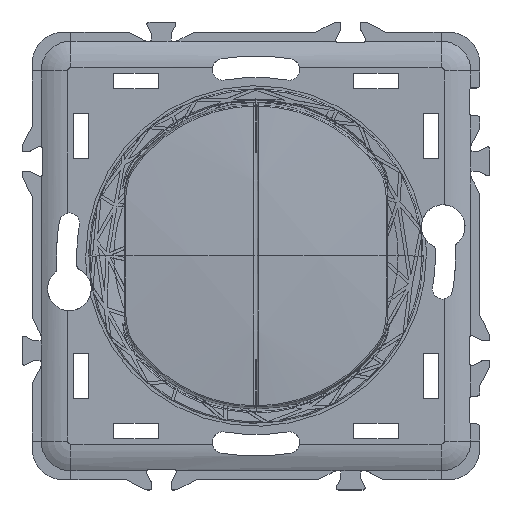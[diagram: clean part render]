
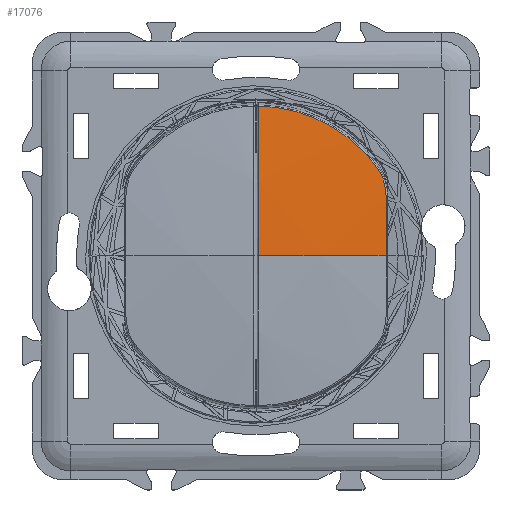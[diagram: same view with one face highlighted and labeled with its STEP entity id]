
A CAD part, top view. The second image highlights one B-rep face of the part: STEP entity #17076.
In plain terms, the highlighted free-form (B-spline) face has degree [5, 5] with [6, 9] control points.
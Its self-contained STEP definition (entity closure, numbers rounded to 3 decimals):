
#16409=CARTESIAN_POINT('Vertex',(0.378,0.,11.461)) ;
#16479=CARTESIAN_POINT('Vertex',(0.368,23.72,10.229)) ;
#16483=CARTESIAN_POINT('Control Point',(0.368,23.72,10.229)) ;
#16484=CARTESIAN_POINT('Control Point',(0.372,18.996,10.723)) ;
#16485=CARTESIAN_POINT('Control Point',(0.375,14.259,11.093)) ;
#16486=CARTESIAN_POINT('Control Point',(0.377,9.51,11.338)) ;
#16487=CARTESIAN_POINT('Control Point',(0.378,4.755,11.461)) ;
#16488=CARTESIAN_POINT('Control Point',(0.378,0.,11.461)) ;
#16941=CARTESIAN_POINT('Control Point',(0.378,0.,11.461)) ;
#16942=CARTESIAN_POINT('Control Point',(2.402,0.,11.457)) ;
#16943=CARTESIAN_POINT('Control Point',(4.425,0.,11.43)) ;
#16944=CARTESIAN_POINT('Control Point',(6.448,0.,11.379)) ;
#16945=CARTESIAN_POINT('Control Point',(10.128,0.,11.243)) ;
#16946=CARTESIAN_POINT('Control Point',(13.807,0.,11.03)) ;
#16947=CARTESIAN_POINT('Control Point',(15.463,0.,10.918)) ;
#16948=CARTESIAN_POINT('Control Point',(17.484,0.,10.762)) ;
#16949=CARTESIAN_POINT('Control Point',(19.503,0.,10.582)) ;
#16950=CARTESIAN_POINT('Control Point',(19.87,0.,10.549)) ;
#16951=CARTESIAN_POINT('Control Point',(20.236,0.,10.515)) ;
#16952=CARTESIAN_POINT('Control Point',(20.6,0.,10.48)) ;
#16953=CARTESIAN_POINT('Vertex',(20.6,0.,10.48)) ;
#16990=CARTESIAN_POINT('Control Point',(-20.8,23.985,9.196)) ;
#16991=CARTESIAN_POINT('Control Point',(-16.64,24.028,9.594)) ;
#16992=CARTESIAN_POINT('Control Point',(-12.48,24.06,9.892)) ;
#16993=CARTESIAN_POINT('Control Point',(-8.32,24.081,10.091)) ;
#16994=CARTESIAN_POINT('Control Point',(0.,24.102,10.29)) ;
#16995=CARTESIAN_POINT('Control Point',(8.32,24.081,10.091)) ;
#16996=CARTESIAN_POINT('Control Point',(12.48,24.06,9.892)) ;
#16997=CARTESIAN_POINT('Control Point',(16.64,24.028,9.594)) ;
#16998=CARTESIAN_POINT('Control Point',(20.8,23.985,9.196)) ;
#16999=CARTESIAN_POINT('Control Point',(-20.8,14.494,10.204)) ;
#17000=CARTESIAN_POINT('Control Point',(-16.64,14.52,10.604)) ;
#17001=CARTESIAN_POINT('Control Point',(-12.48,14.539,10.904)) ;
#17002=CARTESIAN_POINT('Control Point',(-8.32,14.552,11.103)) ;
#17003=CARTESIAN_POINT('Control Point',(0.,14.565,11.303)) ;
#17004=CARTESIAN_POINT('Control Point',(8.32,14.552,11.103)) ;
#17005=CARTESIAN_POINT('Control Point',(12.48,14.539,10.904)) ;
#17006=CARTESIAN_POINT('Control Point',(16.64,14.52,10.604)) ;
#17007=CARTESIAN_POINT('Control Point',(20.8,14.494,10.204)) ;
#17008=CARTESIAN_POINT('Control Point',(-20.8,4.95,10.708)) ;
#17009=CARTESIAN_POINT('Control Point',(-16.64,4.958,11.109)) ;
#17010=CARTESIAN_POINT('Control Point',(-12.48,4.965,11.409)) ;
#17011=CARTESIAN_POINT('Control Point',(-8.32,4.97,11.609)) ;
#17012=CARTESIAN_POINT('Control Point',(0.,4.974,11.809)) ;
#17013=CARTESIAN_POINT('Control Point',(8.32,4.97,11.609)) ;
#17014=CARTESIAN_POINT('Control Point',(12.48,4.965,11.409)) ;
#17015=CARTESIAN_POINT('Control Point',(16.64,4.958,11.109)) ;
#17016=CARTESIAN_POINT('Control Point',(20.8,4.95,10.708)) ;
#17017=CARTESIAN_POINT('Control Point',(-20.8,-4.656,10.711)) ;
#17018=CARTESIAN_POINT('Control Point',(-16.64,-4.663,11.111)) ;
#17019=CARTESIAN_POINT('Control Point',(-12.48,-4.669,11.412)) ;
#17020=CARTESIAN_POINT('Control Point',(-8.32,-4.673,11.612)) ;
#17021=CARTESIAN_POINT('Control Point',(0.,-4.676,11.812)) ;
#17022=CARTESIAN_POINT('Control Point',(8.32,-4.673,11.612)) ;
#17023=CARTESIAN_POINT('Control Point',(12.48,-4.669,11.412)) ;
#17024=CARTESIAN_POINT('Control Point',(16.64,-4.663,11.111)) ;
#17025=CARTESIAN_POINT('Control Point',(20.8,-4.656,10.711)) ;
#17026=CARTESIAN_POINT('Control Point',(-20.8,-14.201,10.221)) ;
#17027=CARTESIAN_POINT('Control Point',(-16.64,-14.225,10.62)) ;
#17028=CARTESIAN_POINT('Control Point',(-12.48,-14.243,10.92)) ;
#17029=CARTESIAN_POINT('Control Point',(-8.32,-14.255,11.12)) ;
#17030=CARTESIAN_POINT('Control Point',(0.,-14.268,11.32)) ;
#17031=CARTESIAN_POINT('Control Point',(8.32,-14.255,11.12)) ;
#17032=CARTESIAN_POINT('Control Point',(12.48,-14.243,10.92)) ;
#17033=CARTESIAN_POINT('Control Point',(16.64,-14.225,10.62)) ;
#17034=CARTESIAN_POINT('Control Point',(20.8,-14.201,10.221)) ;
#17035=CARTESIAN_POINT('Control Point',(-20.8,-23.694,9.234)) ;
#17036=CARTESIAN_POINT('Control Point',(-16.64,-23.735,9.631)) ;
#17037=CARTESIAN_POINT('Control Point',(-12.48,-23.766,9.93)) ;
#17038=CARTESIAN_POINT('Control Point',(-8.32,-23.786,10.129)) ;
#17039=CARTESIAN_POINT('Control Point',(0.,-23.807,10.328)) ;
#17040=CARTESIAN_POINT('Control Point',(8.32,-23.786,10.129)) ;
#17041=CARTESIAN_POINT('Control Point',(12.48,-23.766,9.93)) ;
#17042=CARTESIAN_POINT('Control Point',(16.64,-23.735,9.631)) ;
#17043=CARTESIAN_POINT('Control Point',(20.8,-23.694,9.234)) ;
#17045=CARTESIAN_POINT('Control Point',(19.126,14.057,10.184)) ;
#17046=CARTESIAN_POINT('Control Point',(16.533,17.58,10.196)) ;
#17047=CARTESIAN_POINT('Control Point',(13.127,20.506,10.211)) ;
#17048=CARTESIAN_POINT('Control Point',(9.091,22.581,10.223)) ;
#17049=CARTESIAN_POINT('Control Point',(4.737,23.653,10.229)) ;
#17050=CARTESIAN_POINT('Control Point',(0.368,23.72,10.229)) ;
#17051=CARTESIAN_POINT('Vertex',(19.126,14.057,10.184)) ;
#17055=CARTESIAN_POINT('Control Point',(20.603,9.397,10.287)) ;
#17056=CARTESIAN_POINT('Control Point',(20.604,10.602,10.238)) ;
#17057=CARTESIAN_POINT('Control Point',(20.379,11.839,10.2)) ;
#17058=CARTESIAN_POINT('Control Point',(19.879,13.035,10.18)) ;
#17059=CARTESIAN_POINT('Control Point',(19.126,14.057,10.184)) ;
#17060=CARTESIAN_POINT('Vertex',(20.603,9.397,10.287)) ;
#17064=CARTESIAN_POINT('Control Point',(20.6,0.,10.48)) ;
#17065=CARTESIAN_POINT('Control Point',(20.6,3.133,10.48)) ;
#17066=CARTESIAN_POINT('Control Point',(20.601,6.267,10.416)) ;
#17067=CARTESIAN_POINT('Control Point',(20.603,9.397,10.287)) ;
#17070=ORIENTED_EDGE('',*,*,#16489,.T.) ;
#17071=ORIENTED_EDGE('',*,*,#17053,.F.) ;
#17072=ORIENTED_EDGE('',*,*,#17062,.F.) ;
#17073=ORIENTED_EDGE('',*,*,#17068,.F.) ;
#17074=ORIENTED_EDGE('',*,*,#16955,.F.) ;
#17076=ADVANCED_FACE('Surface.81',(#17075),#16989,.F.) ;
#16482=B_SPLINE_CURVE_WITH_KNOTS('',5,(#16483,#16484,#16485,#16486,#16487,#16488),.UNSPECIFIED.,.F.,.U.,(6,6),(14.568,48.106),.UNSPECIFIED.) ;
#16940=B_SPLINE_CURVE_WITH_KNOTS('',5,(#16941,#16942,#16943,#16944,#16945,#16946,#16947,#16948,#16949,#16950,#16951,#16952),.UNSPECIFIED.,.F.,.U.,(6,3,3,6),(0.535,14.85,26.583,29.164),.UNSPECIFIED.) ;
#17044=B_SPLINE_CURVE_WITH_KNOTS('',5,(#17045,#17046,#17047,#17048,#17049,#17050),.UNSPECIFIED.,.F.,.U.,(6,6),(28.393,59.58),.UNSPECIFIED.) ;
#17054=B_SPLINE_CURVE_WITH_KNOTS('',4,(#17055,#17056,#17057,#17058,#17059),.UNSPECIFIED.,.F.,.U.,(5,5),(5.455,14.482),.UNSPECIFIED.) ;
#17063=B_SPLINE_CURVE_WITH_KNOTS('',3,(#17064,#17065,#17066,#17067),.UNSPECIFIED.,.F.,.U.,(4,4),(19.576,32.868),.UNSPECIFIED.) ;
#16989=B_SPLINE_SURFACE_WITH_KNOTS('',5,5,((#16990,#16991,#16992,#16993,#16994,#16995,#16996,#16997,#16998),(#16999,#17000,#17001,#17002,#17003,#17004,#17005,#17006,#17007),(#17008,#17009,#17010,#17011,#17012,#17013,#17014,#17015,#17016),(#17017,#17018,#17019,#17020,#17021,#17022,#17023,#17024,#17025),(#17026,#17027,#17028,#17029,#17030,#17031,#17032,#17033,#17034),(#17035,#17036,#17037,#17038,#17039,#17040,#17041,#17042,#17043)),.UNSPECIFIED.,.F.,.F.,.U.,(6,6),(6,3,6),(0.,47.842),(0.,20.824,41.648),.UNSPECIFIED.) ;
#16489=EDGE_CURVE('',#16410,#16480,#16482,.F.) ;
#16955=EDGE_CURVE('',#16410,#16954,#16940,.T.) ;
#17053=EDGE_CURVE('',#17052,#16480,#17044,.T.) ;
#17062=EDGE_CURVE('',#17061,#17052,#17054,.T.) ;
#17068=EDGE_CURVE('',#16954,#17061,#17063,.T.) ;
#17069=EDGE_LOOP('',(#17070,#17071,#17072,#17073,#17074)) ;
#17075=FACE_OUTER_BOUND('',#17069,.T.) ;
#16410=VERTEX_POINT('',#16409) ;
#16480=VERTEX_POINT('',#16479) ;
#16954=VERTEX_POINT('',#16953) ;
#17052=VERTEX_POINT('',#17051) ;
#17061=VERTEX_POINT('',#17060) ;
